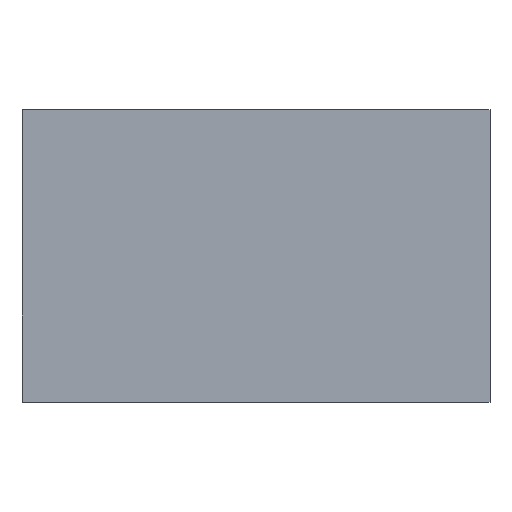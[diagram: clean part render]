
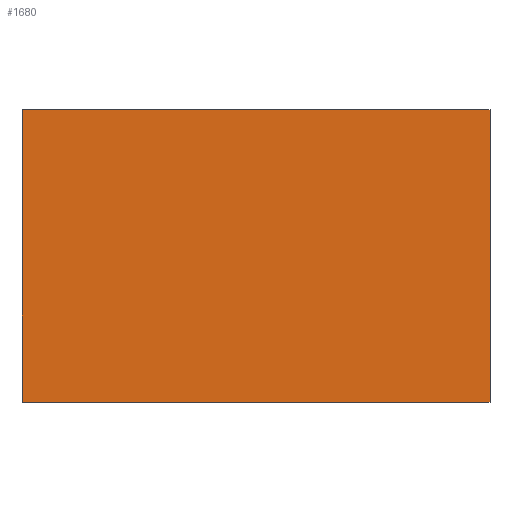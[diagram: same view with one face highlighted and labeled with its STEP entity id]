
A CAD part, top view. The second image highlights one B-rep face of the part: STEP entity #1680.
In plain terms, the highlighted planar face has unit normal (0, 0, 1).
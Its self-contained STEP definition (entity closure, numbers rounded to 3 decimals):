
#169=FACE_OUTER_BOUND('',#262,.T.);
#262=EDGE_LOOP('',(#1550,#1551,#1552,#1553));
#392=LINE('',#3345,#527);
#394=LINE('',#3349,#529);
#396=LINE('',#3353,#531);
#398=LINE('',#3356,#533);
#527=VECTOR('',#1918,10.);
#529=VECTOR('',#1922,10.);
#531=VECTOR('',#1926,10.);
#533=VECTOR('',#1930,10.);
#810=VERTEX_POINT('',#3342);
#811=VERTEX_POINT('',#3344);
#812=VERTEX_POINT('',#3348);
#813=VERTEX_POINT('',#3352);
#1056=EDGE_CURVE('',#810,#811,#392,.T.);
#1058=EDGE_CURVE('',#811,#812,#394,.T.);
#1060=EDGE_CURVE('',#812,#813,#396,.T.);
#1062=EDGE_CURVE('',#813,#810,#398,.T.);
#1550=ORIENTED_EDGE('',*,*,#1056,.F.);
#1551=ORIENTED_EDGE('',*,*,#1062,.F.);
#1552=ORIENTED_EDGE('',*,*,#1060,.F.);
#1553=ORIENTED_EDGE('',*,*,#1058,.F.);
#1591=PLANE('',#1732);
#1680=ADVANCED_FACE('',(#169),#1591,.T.);
#1732=AXIS2_PLACEMENT_3D('',#3357,#1931,#1932);
#1918=DIRECTION('',(0.,-1.,0.));
#1922=DIRECTION('',(-1.,0.,0.));
#1926=DIRECTION('',(0.,1.,0.));
#1930=DIRECTION('',(1.,0.,0.));
#1931=DIRECTION('center_axis',(0.,0.,1.));
#1932=DIRECTION('ref_axis',(1.,0.,0.));
#3342=CARTESIAN_POINT('',(1.,0.625,0.5));
#3344=CARTESIAN_POINT('',(1.,-0.625,0.5));
#3345=CARTESIAN_POINT('',(1.,0.625,0.5));
#3348=CARTESIAN_POINT('',(-1.,-0.625,0.5));
#3349=CARTESIAN_POINT('',(1.,-0.625,0.5));
#3352=CARTESIAN_POINT('',(-1.,0.625,0.5));
#3353=CARTESIAN_POINT('',(-1.,-0.625,0.5));
#3356=CARTESIAN_POINT('',(-1.,0.625,0.5));
#3357=CARTESIAN_POINT('Origin',(0.,0.,0.5));
